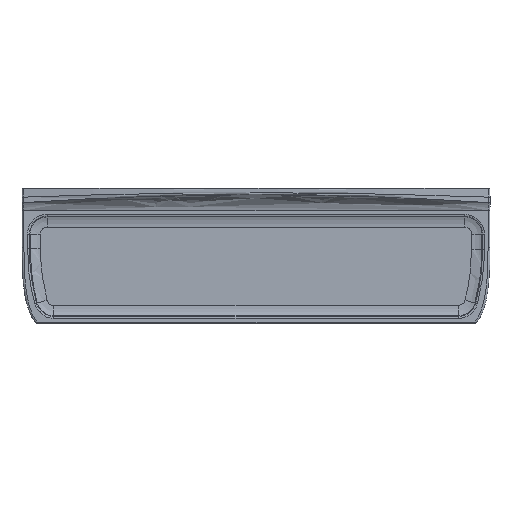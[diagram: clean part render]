
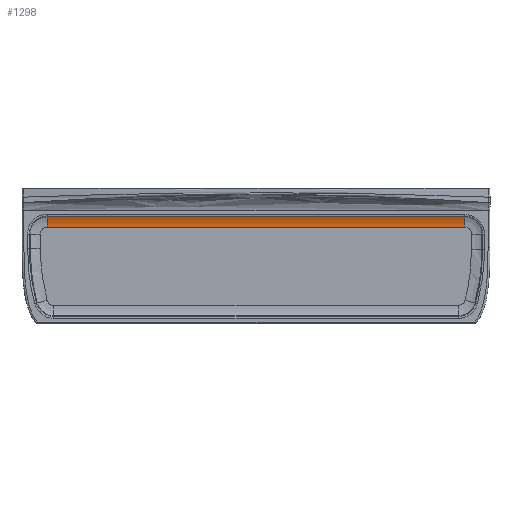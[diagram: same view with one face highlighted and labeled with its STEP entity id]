
A CAD part, top view. The second image highlights one B-rep face of the part: STEP entity #1298.
In plain terms, the highlighted cylindrical face has radius 28 mm (diameter 56 mm), a partial arc.
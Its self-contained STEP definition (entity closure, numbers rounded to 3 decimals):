
#1095=CARTESIAN_POINT('',(5.717,-0.736,-223.007));
#1096=VERTEX_POINT('',#1095);
#1143=CARTESIAN_POINT('',(5.717,-0.736,223.001));
#1144=VERTEX_POINT('',#1143);
#1152=CARTESIAN_POINT('',(5.717,-0.736,-223.007));
#1153=DIRECTION('',(0.0,0.0,1.0));
#1154=VECTOR('',#1153,446.007);
#1155=LINE('',#1152,#1154);
#1156=EDGE_CURVE('',#1096,#1144,#1155,.T.);
#1266=CARTESIAN_POINT('',(16.747,25.0,-111.514));
#1267=DIRECTION('',(0.,0.,1.0));
#1268=DIRECTION('',(-0.201,-0.98,0.0));
#1269=AXIS2_PLACEMENT_3D('',#1266,#1267,#1268);
#1270=CYLINDRICAL_SURFACE('',#1269,28.);
#1271=CARTESIAN_POINT('',(16.747,-3.,-223.007));
#1272=VERTEX_POINT('',#1271);
#1273=CARTESIAN_POINT('',(16.747,25.0,-223.007));
#1274=DIRECTION('',(0.0,0.0,-1.0));
#1275=DIRECTION('',(0.0,-1.0,0.0));
#1276=AXIS2_PLACEMENT_3D('',#1273,#1274,#1275);
#1277=CIRCLE('',#1276,28.0);
#1278=EDGE_CURVE('',#1272,#1096,#1277,.T.);
#1279=ORIENTED_EDGE('',*,*,#1278,.T.);
#1280=ORIENTED_EDGE('',*,*,#1156,.T.);
#1281=CARTESIAN_POINT('',(16.747,-3.,223.001));
#1282=VERTEX_POINT('',#1281);
#1283=CARTESIAN_POINT('',(16.747,25.0,223.001));
#1284=DIRECTION('',(0.,0.,1.));
#1285=DIRECTION('',(-0.394,-0.919,0.));
#1286=AXIS2_PLACEMENT_3D('',#1283,#1284,#1285);
#1287=CIRCLE('',#1286,28.);
#1288=EDGE_CURVE('',#1144,#1282,#1287,.T.);
#1289=ORIENTED_EDGE('',*,*,#1288,.T.);
#1290=CARTESIAN_POINT('',(16.747,-3.,223.001));
#1291=DIRECTION('',(0.0,0.0,-1.0));
#1292=VECTOR('',#1291,446.007);
#1293=LINE('',#1290,#1292);
#1294=EDGE_CURVE('',#1282,#1272,#1293,.T.);
#1295=ORIENTED_EDGE('',*,*,#1294,.T.);
#1296=EDGE_LOOP('',(#1279,#1280,#1289,#1295));
#1297=FACE_OUTER_BOUND('',#1296,.T.);
#1298=ADVANCED_FACE('',(#1297),#1270,.F.);
